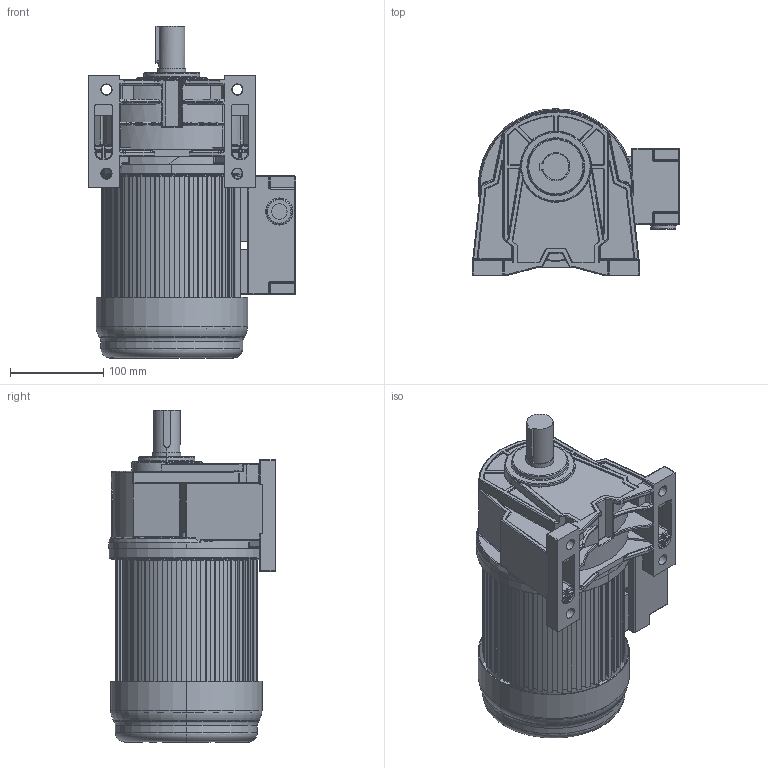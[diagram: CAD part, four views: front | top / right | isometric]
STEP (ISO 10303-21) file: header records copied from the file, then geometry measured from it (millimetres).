
FILE_DESCRIPTION (( 'STEP AP214' ), '1' );
FILE_NAME ('GH-28-400-i-A-B-G2-RD.STEP', '2023-09-14T07:55:20', ( '' ), ( '' ), 'SwSTEP 2.0', 'SolidWorks 2021', '' );
FILE_SCHEMA (( 'AUTOMOTIVE_DESIGN' ));
Length unit declared in the file: millimetre
Products named in the file (10): ASM0008_ASM; GH28__ASM; GH28-400W-S-G2-RD(2); PRT0016_蕼偞; PRT0015_蕼偞; GH-28-400-i-A-B-G2-RD; 煞車接線盒DOWN-UP_預設; G28JIAGONG_蕼偞; PRT0017_蕼偞; GH28__蕼偞
Assembly tree (9 placements, depth 5):
  GH-28-400-i-A-B-G2-RD
    GH28-400W-S-G2-RD(2)
      GH28__ASM
        ASM0008_ASM
          GH28__蕼偞
          G28JIAGONG_蕼偞
      PRT0015_蕼偞
      PRT0016_蕼偞
      PRT0017_蕼偞
    煞車接線盒DOWN-UP_預設
Bounding box: 221.94 x 178.36 x 355.3 mm (x, y, z)
Volume: 1507438.7 mm3; surface area: 623863.8 mm2
Topology: 5 solids, 13 shells, 2862 faces, 7608 edges, 4748 vertices
Faces by surface type: plane 1385, cylinder 837, torus 348, bspline 145, sphere 78, cone 69
Entity records: 108534 total; most frequent: CARTESIAN_POINT 42203, ORIENTED_EDGE 15092, DIRECTION 11809, EDGE_CURVE 7546, VERTEX_POINT 4730, AXIS2_PLACEMENT_3D 4116, LINE 3577, VECTOR 3577
